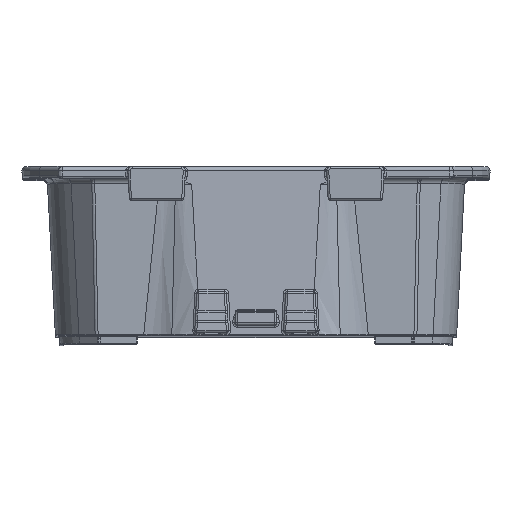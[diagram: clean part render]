
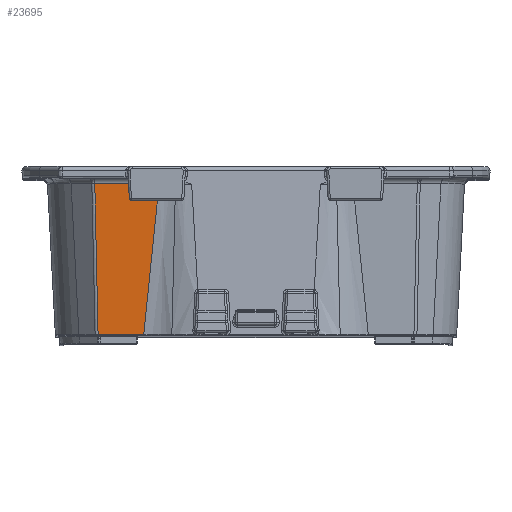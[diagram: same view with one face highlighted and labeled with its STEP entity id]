
A CAD part, top view. The second image highlights one B-rep face of the part: STEP entity #23695.
In plain terms, the highlighted planar face has unit normal (0, -0.052, 0.999).
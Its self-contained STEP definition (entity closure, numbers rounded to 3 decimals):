
#3051 = LINE ( 'NONE', #26256, #12581 ) ;
#3075 = CARTESIAN_POINT ( 'NONE',  ( -38.136, 35.879, -7.074 ) ) ;
#3523 = CARTESIAN_POINT ( 'NONE',  ( -26.118, 6.234, -8.628 ) ) ;
#3870 = CARTESIAN_POINT ( 'NONE',  ( -24.447, 24.048, -7.694 ) ) ;
#5437 = DIRECTION ( 'NONE',  ( 0., -0.052, 0.999 ) ) ;
#7175 = DIRECTION ( 'NONE',  ( -1., 0., 0. ) ) ;
#7954 = CARTESIAN_POINT ( 'NONE',  ( -23.358, 32.93, -7.229 ) ) ;
#8196 = EDGE_CURVE ( 'NONE', #18108, #17705, #3051, .T. ) ;
#9497 = DIRECTION ( 'NONE',  ( 0.022, -0.998, -0.052 ) ) ;
#12581 = VECTOR ( 'NONE', #26432, 1000. ) ;
#12625 = EDGE_CURVE ( 'NONE', #22155, #18108, #37081, .T. ) ;
#13216 = CARTESIAN_POINT ( 'NONE',  ( -37.327, 0.009, -8.954 ) ) ;
#17705 = VERTEX_POINT ( 'NONE', #31154 ) ;
#18094 = VECTOR ( 'NONE', #9497, 1000. ) ;
#18108 = VERTEX_POINT ( 'NONE', #30697 ) ;
#21437 = ORIENTED_EDGE ( 'NONE', *, *, #28120, .T. ) ;
#22155 = VERTEX_POINT ( 'NONE', #37434 ) ;
#22693 = EDGE_CURVE ( 'NONE', #23901, #22155, #31437, .T. ) ;
#23695 = ADVANCED_FACE ( 'NONE', ( #46546 ), #25395, .T. ) ;
#23901 = VERTEX_POINT ( 'NONE', #43949 ) ;
#25395 = PLANE ( 'NONE',  #28937 ) ;
#26256 = CARTESIAN_POINT ( 'NONE',  ( -26.567, 0.284, -8.94 ) ) ;
#26370 = ORIENTED_EDGE ( 'NONE', *, *, #8196, .T. ) ;
#26432 = DIRECTION ( 'NONE',  ( 1., 0., 0. ) ) ;
#28062 = CARTESIAN_POINT ( 'NONE',  ( -24.762, 21.082, -7.85 ) ) ;
#28120 = EDGE_CURVE ( 'NONE', #17705, #23901, #42643, .T. ) ;
#28937 = AXIS2_PLACEMENT_3D ( 'NONE', #49795, #5437, #33688 ) ;
#30697 = CARTESIAN_POINT ( 'NONE',  ( -37.333, 0.284, -8.94 ) ) ;
#31154 = CARTESIAN_POINT ( 'NONE',  ( -26.547, 0.284, -8.94 ) ) ;
#31437 = LINE ( 'NONE', #3075, #51676 ) ;
#32123 = CARTESIAN_POINT ( 'NONE',  ( -23.744, 29.972, -7.384 ) ) ;
#33688 = DIRECTION ( 'NONE',  ( 0., -0.999, -0.052 ) ) ;
#36016 = CARTESIAN_POINT ( 'NONE',  ( -26.547, 0.284, -8.94 ) ) ;
#36188 = CARTESIAN_POINT ( 'NONE',  ( -22.907, 35.879, -7.074 ) ) ;
#37081 = LINE ( 'NONE', #13216, #18094 ) ;
#37179 = ORIENTED_EDGE ( 'NONE', *, *, #22693, .T. ) ;
#37434 = CARTESIAN_POINT ( 'NONE',  ( -38.105, 35.879, -7.074 ) ) ;
#42643 = B_SPLINE_CURVE_WITH_KNOTS ( 'NONE', 3,
 ( #36016, #3523, #52259, #28062, #3870, #32123, #7954, #36188 ),
 .UNSPECIFIED., .F., .F.,
 ( 4, 2, 2, 4 ),
 ( 0., 0.018, 0.027, 0.036 ),
 .UNSPECIFIED. ) ;
#43949 = CARTESIAN_POINT ( 'NONE',  ( -22.907, 35.879, -7.074 ) ) ;
#46534 = ORIENTED_EDGE ( 'NONE', *, *, #12625, .T. ) ;
#46546 = FACE_OUTER_BOUND ( 'NONE', #50116, .T. ) ;
#49795 = CARTESIAN_POINT ( 'NONE',  ( -17.5, 37.3, -7. ) ) ;
#50116 = EDGE_LOOP ( 'NONE', ( #46534, #26370, #21437, #37179 ) ) ;
#51676 = VECTOR ( 'NONE', #7175, 1000. ) ;
#52259 = CARTESIAN_POINT ( 'NONE',  ( -25.633, 12.178, -8.317 ) ) ;
